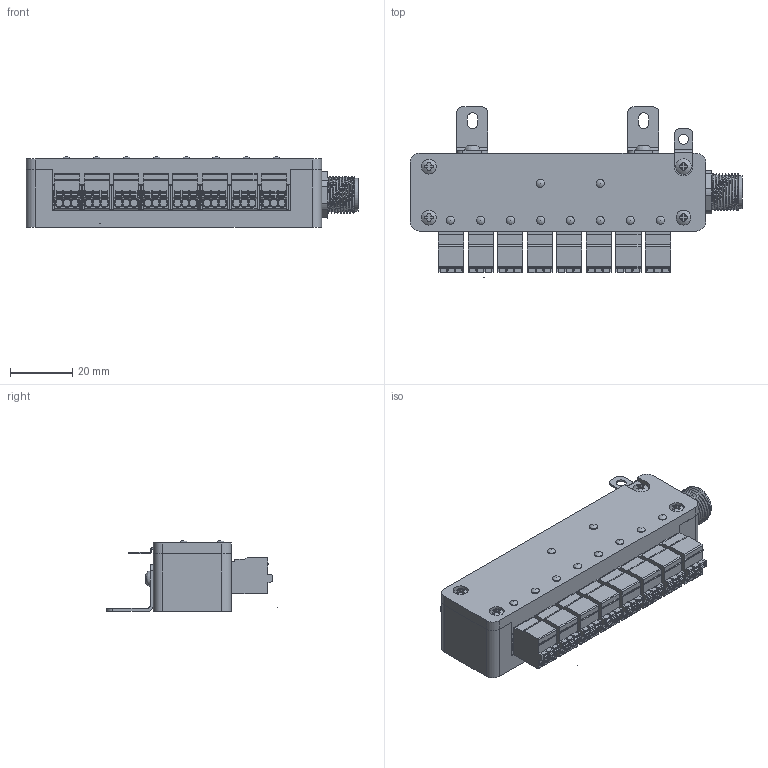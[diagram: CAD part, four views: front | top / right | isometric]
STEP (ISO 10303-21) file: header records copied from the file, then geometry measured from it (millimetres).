
FILE_DESCRIPTION(/* description */ (''),/* implementation_level */ '2;1');
FILE_NAME(/* name */ 'Mini hub1023.stp',/* time_stamp */ '2023-10-23T16:27:48+08:00',/* author */ (''),/* organization */ (''),/* preprocessor_version */ 'ST-DEVELOPER v16',/* originating_system */ 'SIEMENS PLM Software NX 10.0',/* authorisation */ '');
FILE_SCHEMA (('AP203_CONFIGURATION_CONTROLLED_3D_DESIGN_OF_MECHANICAL_PARTS_AND_ASSEMBLIES_MIM_LF { 1 0 10303 403 2 1 2}'));
Products named in the file (1): chan44ECB828yip8
Bounding box: 106.7 x 54.86 x 22.75 mm (x, y, z)
Volume: 35862.8 mm3; surface area: 46436.6 mm2
Topology: 41 solids, 41 shells, 6255 faces, 17374 edges, 11445 vertices
Faces by surface type: plane 5272, cylinder 750, torus 101, cone 83, bspline 32, sphere 17
Full cylindrical faces by diameter (mm): 0.068 x1, 0.5 x5, 1 x19, 1.15 x5, 1.2 x38, 1.35 x5, 1.5 x25, 1.6 x5, 2 x46, 2.1 x4, 2.5 x10, 2.6 x14, 2.7 x9, 2.8 x4, 2.993 x2, 3.2 x1, 4.2 x2, 4.6 x1, 4.8 x3, 5 x8, 5.6 x4, 5.7 x1, 7.6 x1, 9.4 x1, 9.5 x1, 9.7 x1, 9.9 x1, 10.5 x1, 10.9 x1, 12.1 x1
Entity records: 200368 total; most frequent: CARTESIAN_POINT 41204, ORIENTED_EDGE 33590, DIRECTION 30577, EDGE_CURVE 16795, LINE 14865, VECTOR 14865, VERTEX_POINT 11248, AXIS2_PLACEMENT_3D 7856
